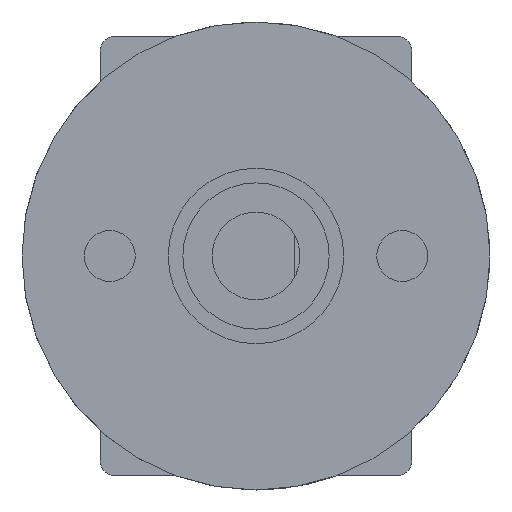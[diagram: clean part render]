
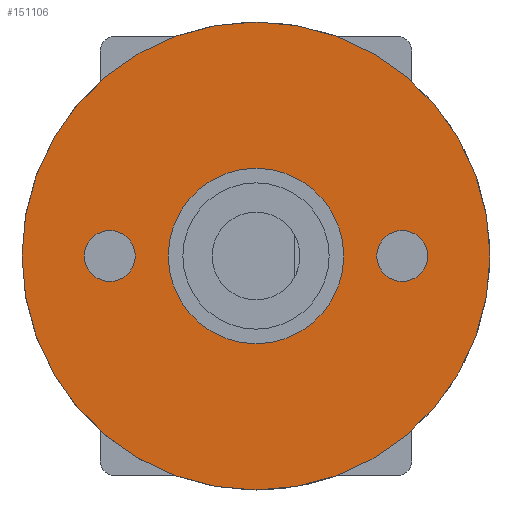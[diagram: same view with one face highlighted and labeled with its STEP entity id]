
A CAD part, left-side view. The second image highlights one B-rep face of the part: STEP entity #151106.
In plain terms, the highlighted planar face has unit normal (-1, 0, 0).
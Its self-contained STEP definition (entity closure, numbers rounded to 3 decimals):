
#1069 = CARTESIAN_POINT ( 'NONE',  ( -20.2, 0., -3. ) ) ;
#2531 = CARTESIAN_POINT ( 'NONE',  ( -20.2, -5., 0. ) ) ;
#3692 = DIRECTION ( 'NONE',  ( 0., 0., -1. ) ) ;
#3910 = ORIENTED_EDGE ( 'NONE', *, *, #129629, .T. ) ;
#7264 = CARTESIAN_POINT ( 'NONE',  ( -20.2, 0., 0. ) ) ;
#8659 = VERTEX_POINT ( 'NONE', #44552 ) ;
#9149 = VERTEX_POINT ( 'NONE', #152318 ) ;
#15321 = ORIENTED_EDGE ( 'NONE', *, *, #105204, .T. ) ;
#16950 = AXIS2_PLACEMENT_3D ( 'NONE', #85341, #153673, #151293 ) ;
#18077 = EDGE_LOOP ( 'NONE', ( #75775, #115423 ) ) ;
#19281 = EDGE_CURVE ( 'NONE', #8659, #96602, #72074, .T. ) ;
#20313 = CIRCLE ( 'NONE', #105929, 3. ) ;
#20317 = EDGE_LOOP ( 'NONE', ( #71244, #77054 ) ) ;
#21589 = DIRECTION ( 'NONE',  ( 0., 0., 1. ) ) ;
#23755 = CIRCLE ( 'NONE', #16950, 3. ) ;
#25422 = VERTEX_POINT ( 'NONE', #143867 ) ;
#33438 = ORIENTED_EDGE ( 'NONE', *, *, #147249, .T. ) ;
#34576 = AXIS2_PLACEMENT_3D ( 'NONE', #136484, #163148, #109473 ) ;
#34658 = DIRECTION ( 'NONE',  ( 1., 0., 0. ) ) ;
#35012 = DIRECTION ( 'NONE',  ( 1., 0., 0. ) ) ;
#42886 = CARTESIAN_POINT ( 'NONE',  ( -20.2, 0., 3. ) ) ;
#44552 = CARTESIAN_POINT ( 'NONE',  ( -20.2, 0., 8. ) ) ;
#46861 = EDGE_CURVE ( 'NONE', #9149, #93144, #165160, .T. ) ;
#48817 = DIRECTION ( 'NONE',  ( 1., 0., 0. ) ) ;
#50204 = DIRECTION ( 'NONE',  ( -1., 0., 0. ) ) ;
#51369 = DIRECTION ( 'NONE',  ( 0., 0., 1. ) ) ;
#51485 = VERTEX_POINT ( 'NONE', #1069 ) ;
#52252 = DIRECTION ( 'NONE',  ( 0., 0., -1. ) ) ;
#61287 = FACE_BOUND ( 'NONE', #97677, .T. ) ;
#64187 = DIRECTION ( 'NONE',  ( 0., 0., -1. ) ) ;
#71244 = ORIENTED_EDGE ( 'NONE', *, *, #19281, .F. ) ;
#72074 = CIRCLE ( 'NONE', #116067, 8. ) ;
#72584 = CARTESIAN_POINT ( 'NONE',  ( -20.2, -5., 0.87 ) ) ;
#75775 = ORIENTED_EDGE ( 'NONE', *, *, #82172, .T. ) ;
#75820 = DIRECTION ( 'NONE',  ( 1., 0., 0. ) ) ;
#76140 = FACE_OUTER_BOUND ( 'NONE', #20317, .T. ) ;
#76415 = CARTESIAN_POINT ( 'NONE',  ( -20.2, 5., 0. ) ) ;
#76727 = ORIENTED_EDGE ( 'NONE', *, *, #46861, .T. ) ;
#77054 = ORIENTED_EDGE ( 'NONE', *, *, #98649, .F. ) ;
#79319 = CARTESIAN_POINT ( 'NONE',  ( -20.2, -5., 0. ) ) ;
#81825 = AXIS2_PLACEMENT_3D ( 'NONE', #2531, #153897, #3692 ) ;
#82172 = EDGE_CURVE ( 'NONE', #164611, #51485, #20313, .T. ) ;
#85341 = CARTESIAN_POINT ( 'NONE',  ( -20.2, 0., 0. ) ) ;
#85866 = CARTESIAN_POINT ( 'NONE',  ( -20.2, 5., -0.87 ) ) ;
#88634 = CARTESIAN_POINT ( 'NONE',  ( -20.2, 5., 0. ) ) ;
#90072 = DIRECTION ( 'NONE',  ( 0., 0., 1. ) ) ;
#91425 = AXIS2_PLACEMENT_3D ( 'NONE', #114642, #50204, #51369 ) ;
#92043 = CIRCLE ( 'NONE', #166259, 0.87 ) ;
#93144 = VERTEX_POINT ( 'NONE', #72584 ) ;
#94078 = EDGE_LOOP ( 'NONE', ( #76727, #3910 ) ) ;
#96602 = VERTEX_POINT ( 'NONE', #163954 ) ;
#97292 = FACE_BOUND ( 'NONE', #94078, .T. ) ;
#97677 = EDGE_LOOP ( 'NONE', ( #15321, #33438 ) ) ;
#98649 = EDGE_CURVE ( 'NONE', #96602, #8659, #115483, .T. ) ;
#101922 = AXIS2_PLACEMENT_3D ( 'NONE', #79319, #106825, #52252 ) ;
#105204 = EDGE_CURVE ( 'NONE', #111864, #25422, #92043, .T. ) ;
#105929 = AXIS2_PLACEMENT_3D ( 'NONE', #170830, #75820, #90072 ) ;
#106825 = DIRECTION ( 'NONE',  ( 1., 0., 0. ) ) ;
#109473 = DIRECTION ( 'NONE',  ( 0., 0., 1. ) ) ;
#109754 = AXIS2_PLACEMENT_3D ( 'NONE', #88634, #48817, #64187 ) ;
#111864 = VERTEX_POINT ( 'NONE', #85866 ) ;
#114642 = CARTESIAN_POINT ( 'NONE',  ( -20.2, 0., 0. ) ) ;
#115423 = ORIENTED_EDGE ( 'NONE', *, *, #148145, .T. ) ;
#115483 = CIRCLE ( 'NONE', #34576, 8. ) ;
#116067 = AXIS2_PLACEMENT_3D ( 'NONE', #7264, #34658, #21589 ) ;
#119342 = CIRCLE ( 'NONE', #109754, 0.87 ) ;
#129629 = EDGE_CURVE ( 'NONE', #93144, #9149, #140418, .T. ) ;
#136484 = CARTESIAN_POINT ( 'NONE',  ( -20.2, 0., 0. ) ) ;
#137306 = FACE_BOUND ( 'NONE', #18077, .T. ) ;
#140418 = CIRCLE ( 'NONE', #101922, 0.87 ) ;
#142457 = DIRECTION ( 'NONE',  ( 0., 0., -1. ) ) ;
#143867 = CARTESIAN_POINT ( 'NONE',  ( -20.2, 5., 0.87 ) ) ;
#147249 = EDGE_CURVE ( 'NONE', #25422, #111864, #119342, .T. ) ;
#148145 = EDGE_CURVE ( 'NONE', #51485, #164611, #23755, .T. ) ;
#151106 = ADVANCED_FACE ( 'NONE', ( #97292, #61287, #137306, #76140 ), #158954, .T. ) ;
#151293 = DIRECTION ( 'NONE',  ( 0., 0., 1. ) ) ;
#152318 = CARTESIAN_POINT ( 'NONE',  ( -20.2, -5., -0.87 ) ) ;
#153673 = DIRECTION ( 'NONE',  ( 1., 0., 0. ) ) ;
#153897 = DIRECTION ( 'NONE',  ( 1., 0., 0. ) ) ;
#158954 = PLANE ( 'NONE',  #91425 ) ;
#163148 = DIRECTION ( 'NONE',  ( 1., 0., 0. ) ) ;
#163954 = CARTESIAN_POINT ( 'NONE',  ( -20.2, 0., -8. ) ) ;
#164611 = VERTEX_POINT ( 'NONE', #42886 ) ;
#165160 = CIRCLE ( 'NONE', #81825, 0.87 ) ;
#166259 = AXIS2_PLACEMENT_3D ( 'NONE', #76415, #35012, #142457 ) ;
#170830 = CARTESIAN_POINT ( 'NONE',  ( -20.2, 0., 0. ) ) ;
